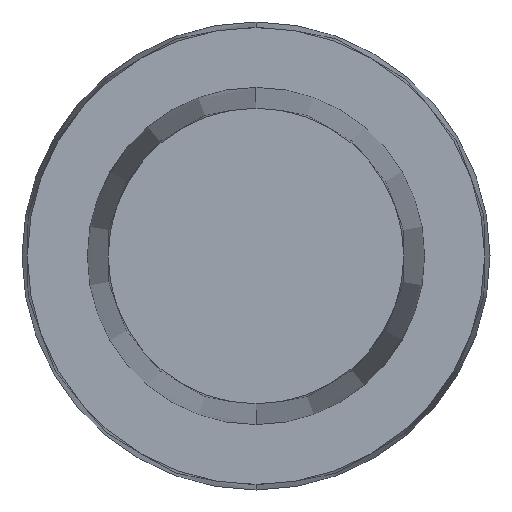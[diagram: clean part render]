
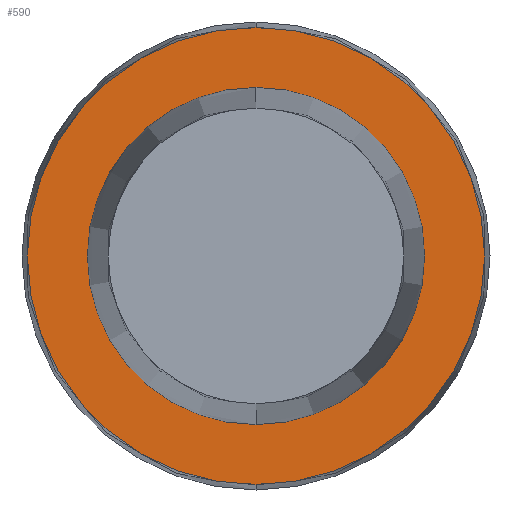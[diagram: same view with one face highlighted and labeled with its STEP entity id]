
A CAD part, front view. The second image highlights one B-rep face of the part: STEP entity #590.
In plain terms, the highlighted planar face has unit normal (0, -1, 0).
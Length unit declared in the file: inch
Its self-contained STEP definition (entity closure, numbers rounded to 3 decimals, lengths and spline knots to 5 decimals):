
#16 = PLANE ( 'NONE',  #564 ) ;
#32 = EDGE_CURVE ( 'NONE', #860, #952, #951, .T. ) ;
#70 = CARTESIAN_POINT ( 'NONE',  ( 0., 0., 0. ) ) ;
#89 = DIRECTION ( 'NONE',  ( 0., 0., -1. ) ) ;
#99 = EDGE_CURVE ( 'NONE', #893, #690, #802, .T. ) ;
#131 = ORIENTED_EDGE ( 'NONE', *, *, #466, .F. ) ;
#138 = DIRECTION ( 'NONE',  ( 0., 0., -1. ) ) ;
#211 = AXIS2_PLACEMENT_3D ( 'NONE', #943, #279, #342 ) ;
#216 = ORIENTED_EDGE ( 'NONE', *, *, #32, .F. ) ;
#218 = CARTESIAN_POINT ( 'NONE',  ( 0., 0., 0. ) ) ;
#234 = ORIENTED_EDGE ( 'NONE', *, *, #283, .F. ) ;
#279 = DIRECTION ( 'NONE',  ( 0., -1., 0. ) ) ;
#283 = EDGE_CURVE ( 'NONE', #952, #860, #940, .T. ) ;
#295 = DIRECTION ( 'NONE',  ( 0., 0., -1. ) ) ;
#310 = CARTESIAN_POINT ( 'NONE',  ( 0., 0., 0. ) ) ;
#323 = CIRCLE ( 'NONE', #211, 0.05512 ) ;
#342 = DIRECTION ( 'NONE',  ( 0., 0., -1. ) ) ;
#350 = CARTESIAN_POINT ( 'NONE',  ( 0., 0., 0.05512 ) ) ;
#363 = AXIS2_PLACEMENT_3D ( 'NONE', #218, #441, #295 ) ;
#398 = DIRECTION ( 'NONE',  ( 0., 1., 0. ) ) ;
#405 = CARTESIAN_POINT ( 'NONE',  ( 0., 0., -0.05512 ) ) ;
#420 = CARTESIAN_POINT ( 'NONE',  ( 0., 0., 0.07475 ) ) ;
#432 = DIRECTION ( 'NONE',  ( 0., -1., 0. ) ) ;
#438 = ORIENTED_EDGE ( 'NONE', *, *, #99, .F. ) ;
#439 = CARTESIAN_POINT ( 'NONE',  ( 0., 0., -0.07475 ) ) ;
#441 = DIRECTION ( 'NONE',  ( 0., 1., 0. ) ) ;
#447 = EDGE_LOOP ( 'NONE', ( #131, #438 ) ) ;
#461 = FACE_BOUND ( 'NONE', #447, .T. ) ;
#464 = EDGE_LOOP ( 'NONE', ( #216, #234 ) ) ;
#466 = EDGE_CURVE ( 'NONE', #690, #893, #323, .T. ) ;
#477 = AXIS2_PLACEMENT_3D ( 'NONE', #70, #817, #138 ) ;
#499 = FACE_OUTER_BOUND ( 'NONE', #464, .T. ) ;
#564 = AXIS2_PLACEMENT_3D ( 'NONE', #310, #432, #756 ) ;
#590 = ADVANCED_FACE ( 'NONE', ( #461, #499 ), #16, .T. ) ;
#690 = VERTEX_POINT ( 'NONE', #405 ) ;
#747 = CARTESIAN_POINT ( 'NONE',  ( 0., 0., 0. ) ) ;
#756 = DIRECTION ( 'NONE',  ( 0., 0., -1. ) ) ;
#802 = CIRCLE ( 'NONE', #477, 0.05512 ) ;
#817 = DIRECTION ( 'NONE',  ( 0., -1., 0. ) ) ;
#860 = VERTEX_POINT ( 'NONE', #420 ) ;
#881 = AXIS2_PLACEMENT_3D ( 'NONE', #747, #398, #89 ) ;
#893 = VERTEX_POINT ( 'NONE', #350 ) ;
#940 = CIRCLE ( 'NONE', #881, 0.07475 ) ;
#943 = CARTESIAN_POINT ( 'NONE',  ( 0., 0., 0. ) ) ;
#951 = CIRCLE ( 'NONE', #363, 0.07475 ) ;
#952 = VERTEX_POINT ( 'NONE', #439 ) ;
